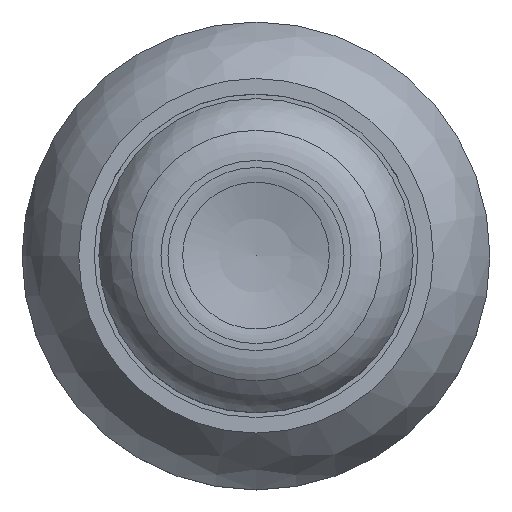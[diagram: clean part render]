
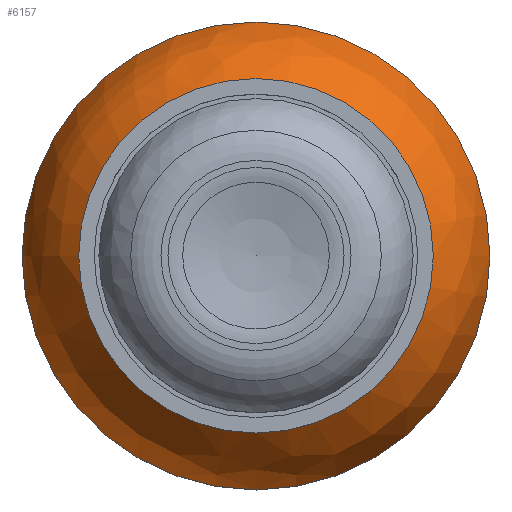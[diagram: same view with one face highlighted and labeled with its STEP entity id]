
A CAD part, top view. The second image highlights one B-rep face of the part: STEP entity #6157.
In plain terms, the highlighted free-form (B-spline) face has degree [2, 2] with [3, 9] control points.
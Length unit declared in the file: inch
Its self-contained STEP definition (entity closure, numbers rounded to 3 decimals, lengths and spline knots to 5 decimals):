
#6093=CARTESIAN_POINT('',(-0.26102,0.,0.19685));
#6094=VERTEX_POINT('',#6093);
#6095=CARTESIAN_POINT('',(0.0,0.0,0.19685));
#6096=DIRECTION('',(0.0,0.0,-1.0));
#6097=DIRECTION('',(-1.0,0.0,0.0));
#6098=AXIS2_PLACEMENT_3D('',#6095,#6096,#6097);
#6099=CIRCLE('',#6098,0.26102);
#6100=EDGE_CURVE('',#6094,#6094,#6099,.T.);
#6108=CARTESIAN_POINT('',(0.26102,0.,0.19685));
#6109=CARTESIAN_POINT('',(0.3274,0.,0.14288));
#6110=CARTESIAN_POINT('',(0.34449,0.,0.05906));
#6111=CARTESIAN_POINT('',(0.26102,0.26102,0.19685));
#6112=CARTESIAN_POINT('',(0.3274,0.3274,0.14288));
#6113=CARTESIAN_POINT('',(0.34449,0.34449,0.05906));
#6114=CARTESIAN_POINT('',(0.,0.26102,0.19685));
#6115=CARTESIAN_POINT('',(0.,0.3274,0.14288));
#6116=CARTESIAN_POINT('',(0.,0.34449,0.05906));
#6117=CARTESIAN_POINT('',(-0.26102,0.26102,0.19685));
#6118=CARTESIAN_POINT('',(-0.3274,0.3274,0.14288));
#6119=CARTESIAN_POINT('',(-0.34449,0.34449,0.05906));
#6120=CARTESIAN_POINT('',(-0.26102,0.,0.19685));
#6121=CARTESIAN_POINT('',(-0.3274,0.,0.14288));
#6122=CARTESIAN_POINT('',(-0.34449,0.,0.05906));
#6123=CARTESIAN_POINT('',(-0.26102,-0.26102,0.19685));
#6124=CARTESIAN_POINT('',(-0.3274,-0.3274,0.14288));
#6125=CARTESIAN_POINT('',(-0.34449,-0.34449,0.05906));
#6126=CARTESIAN_POINT('',(0.,-0.26102,0.19685));
#6127=CARTESIAN_POINT('',(0.,-0.3274,0.14288));
#6128=CARTESIAN_POINT('',(0.,-0.34449,0.05906));
#6129=CARTESIAN_POINT('',(0.26102,-0.26102,0.19685));
#6130=CARTESIAN_POINT('',(0.3274,-0.3274,0.14288));
#6131=CARTESIAN_POINT('',(0.34449,-0.34449,0.05906));
#6132=CARTESIAN_POINT('',(0.26102,0.,0.19685));
#6133=CARTESIAN_POINT('',(0.3274,0.,0.14288));
#6134=CARTESIAN_POINT('',(0.34449,0.,0.05906));
#6142=(BOUNDED_SURFACE()B_SPLINE_SURFACE(2,2,((#6108,#6111,#6114,#6117,#6120,#6123,#6126,#6129,#6132),(#6109,#6112,#6115,#6118,#6121,#6124,#6127,#6130,#6133),(#6110,#6113,#6116,#6119,#6122,#6125,#6128,#6131,#6134)),.UNSPECIFIED.,.F.,.T.,.U.)B_SPLINE_SURFACE_WITH_KNOTS((3,3),(3,2,2,2,3),(-0.88813,-0.20109),(0.0,1.5708,3.14159,4.71239,6.28319),.UNSPECIFIED.)GEOMETRIC_REPRESENTATION_ITEM()RATIONAL_B_SPLINE_SURFACE(((1.0,0.707,1.0,0.707,1.0,0.707,1.0,0.707,1.0),(0.942,0.666,0.942,0.666,0.942,0.666,0.942,0.666,0.942),(1.0,0.707,1.0,0.707,1.0,0.707,1.0,0.707,1.0)))REPRESENTATION_ITEM('')SURFACE());
#6143=ORIENTED_EDGE('',*,*,#6100,.T.);
#6144=EDGE_LOOP('',(#6143));
#6145=FACE_OUTER_BOUND('',#6144,.T.);
#6146=CARTESIAN_POINT('',(-0.34449,0.,0.05906));
#6147=VERTEX_POINT('',#6146);
#6148=CARTESIAN_POINT('',(0.0,0.0,0.05906));
#6149=DIRECTION('',(0.0,0.0,-1.0));
#6150=DIRECTION('',(-1.0,0.0,0.0));
#6151=AXIS2_PLACEMENT_3D('',#6148,#6149,#6150);
#6152=CIRCLE('',#6151,0.34449);
#6153=EDGE_CURVE('',#6147,#6147,#6152,.T.);
#6154=ORIENTED_EDGE('',*,*,#6153,.F.);
#6155=EDGE_LOOP('',(#6154));
#6156=FACE_BOUND('',#6155,.T.);
#6157=ADVANCED_FACE('',(#6145,#6156),#6142,.T.);
